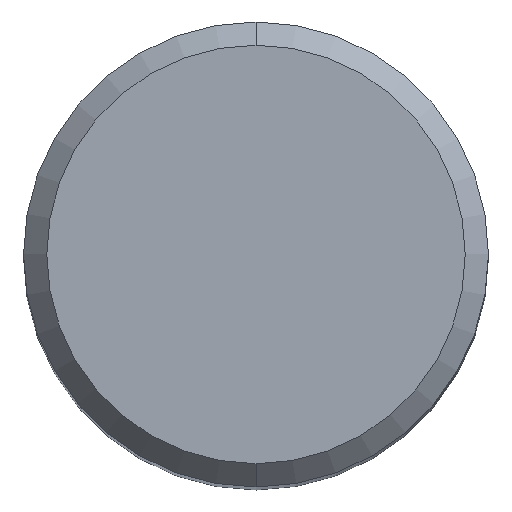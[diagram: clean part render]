
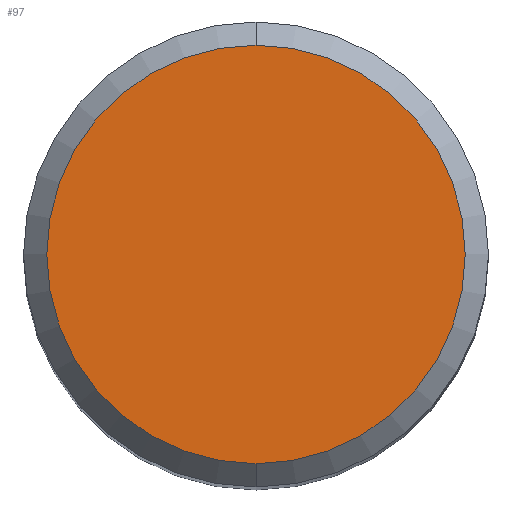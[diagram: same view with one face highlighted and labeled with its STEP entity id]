
A CAD part, top view. The second image highlights one B-rep face of the part: STEP entity #97.
In plain terms, the highlighted planar face has unit normal (0, 0, 1).
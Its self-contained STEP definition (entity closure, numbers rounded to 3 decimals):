
#81=EDGE_CURVE('',#95,#109,#184,.T.);
#95=VERTEX_POINT('',#202);
#97=ADVANCED_FACE('',(#204),#205,.T.);
#109=VERTEX_POINT('',#218);
#119=EDGE_CURVE('',#109,#95,#228,.T.);
#184=CIRCLE('',#292,5.4);
#202=CARTESIAN_POINT('',(0.0,5.4,0.));
#204=FACE_OUTER_BOUND('',#315,.T.);
#205=PLANE('',#316);
#218=CARTESIAN_POINT('',(0.,-5.4,0.));
#228=CIRCLE('',#350,5.4);
#292=AXIS2_PLACEMENT_3D('',#406,#407,#408);
#315=EDGE_LOOP('',(#446,#447));
#316=AXIS2_PLACEMENT_3D('',#448,#449,#450);
#350=AXIS2_PLACEMENT_3D('',#471,#472,#473);
#406=CARTESIAN_POINT('',(0.0,0.0,0.));
#407=DIRECTION('',(0.0,0.0,-1.0));
#408=DIRECTION('',(0.0,1.0,0.0));
#446=ORIENTED_EDGE('',*,*,#81,.F.);
#447=ORIENTED_EDGE('',*,*,#119,.F.);
#448=CARTESIAN_POINT('',(0.0,2.7,0.));
#449=DIRECTION('',(-0.0,0.0,1.0));
#450=DIRECTION('',(0.0,-1.0,0.0));
#471=CARTESIAN_POINT('',(0.0,0.0,0.));
#472=DIRECTION('',(0.0,0.0,-1.0));
#473=DIRECTION('',(0.0,1.0,0.0));
